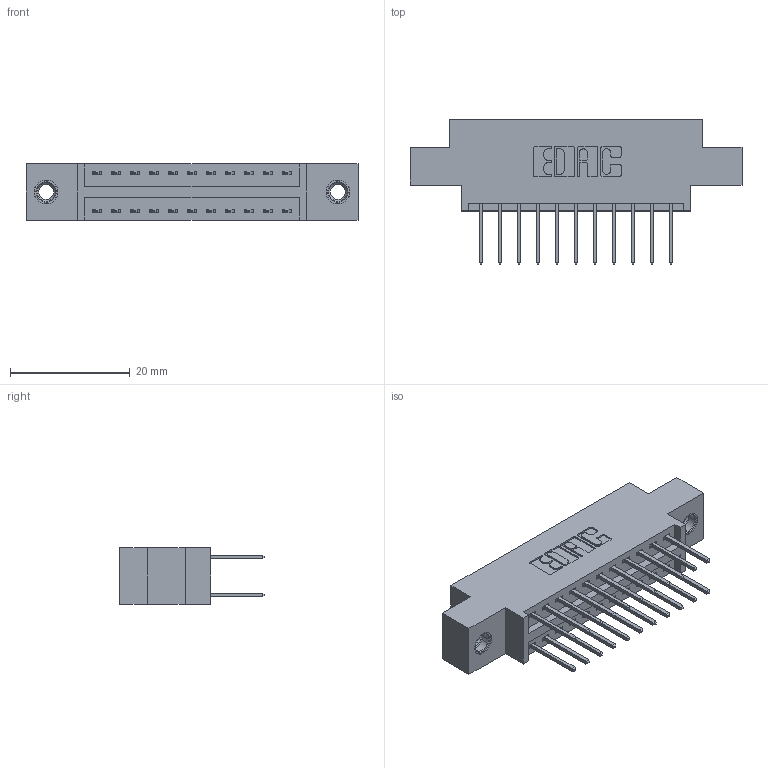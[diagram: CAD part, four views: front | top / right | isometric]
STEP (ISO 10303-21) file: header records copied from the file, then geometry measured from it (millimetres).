
FILE_DESCRIPTION (( 'STEP AP203' ), '1' );
FILE_NAME ('396-022-526-807.STEP', '2018-09-01T09:30:54', ( '' ), ( '' ), 'SwSTEP 2.0', 'SolidWorks 2016', '' );
FILE_SCHEMA (( 'CONFIG_CONTROL_DESIGN' ));
Length unit declared in the file: inch
Products named in the file (4): 346 Part_0.170 Offset - 0.156 Dia-TI; 345-292-001_345-293-126; 345-250-001_345-250-005-103; 396-022-526-807
Assembly tree (25 placements, depth 2):
  396-022-526-807
    346 Part_0.170 Offset - 0.156 Dia-TI
    345-292-001_345-293-126  x22
    345-250-001_345-250-005-103  x2
Bounding box: 55.5 x 24.13 x 9.4 mm (x, y, z)
Volume: 5039 mm3; surface area: 6814.1 mm2
Topology: 25 solids, 25 shells, 1330 faces, 3887 edges, 2554 vertices
Faces by surface type: plane 882, cylinder 432, cone 12, torus 4
Entity records: 12688 total; most frequent: CARTESIAN_POINT 2119, ORIENTED_EDGE 2046, DIRECTION 1945, EDGE_CURVE 1023, LINE 827, VECTOR 827, VERTEX_POINT 676, AXIS2_PLACEMENT_3D 559
